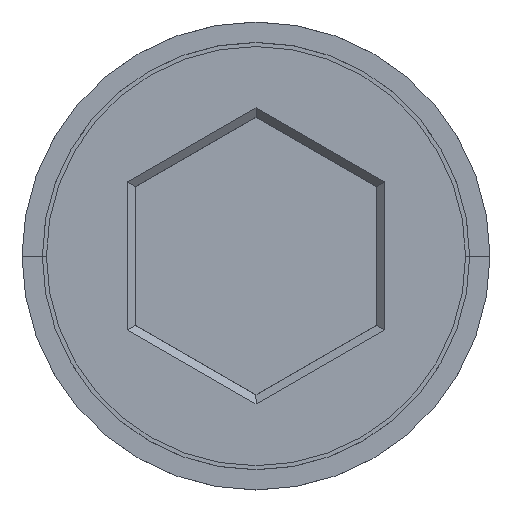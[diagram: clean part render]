
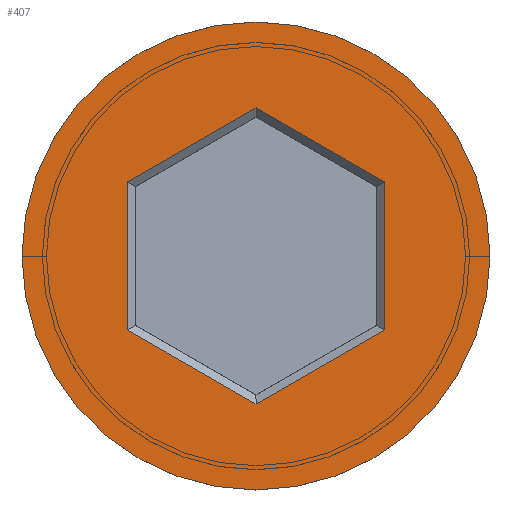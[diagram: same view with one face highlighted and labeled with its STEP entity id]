
A CAD part, top view. The second image highlights one B-rep face of the part: STEP entity #407.
In plain terms, the highlighted planar face has unit normal (0, 0, 1).
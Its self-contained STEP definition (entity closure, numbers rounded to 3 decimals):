
#24 = PLANE ( 'NONE',  #363 ) ;
#57 = LINE ( 'NONE', #786, #1287 ) ;
#130 = EDGE_CURVE ( 'NONE', #835, #511, #1532, .T. ) ;
#137 = VECTOR ( 'NONE', #803, 1000. ) ;
#150 = ORIENTED_EDGE ( 'NONE', *, *, #1440, .T. ) ;
#168 = CARTESIAN_POINT ( 'NONE',  ( 0., 0., 0. ) ) ;
#175 = FACE_OUTER_BOUND ( 'NONE', #548, .T. ) ;
#212 = VECTOR ( 'NONE', #684, 1000. ) ;
#224 = EDGE_CURVE ( 'NONE', #889, #835, #976, .T. ) ;
#238 = CIRCLE ( 'NONE', #888, 5.75 ) ;
#285 = VECTOR ( 'NONE', #690, 1000. ) ;
#302 = CARTESIAN_POINT ( 'NONE',  ( -3.15, 1.703, 0. ) ) ;
#307 = ORIENTED_EDGE ( 'NONE', *, *, #744, .T. ) ;
#316 = CARTESIAN_POINT ( 'NONE',  ( -0.1, 3.58, 0. ) ) ;
#363 = AXIS2_PLACEMENT_3D ( 'NONE', #168, #1024, #902 ) ;
#364 = ORIENTED_EDGE ( 'NONE', *, *, #1372, .T. ) ;
#407 = ADVANCED_FACE ( 'NONE', ( #1175, #175 ), #24, .T. ) ;
#422 = EDGE_CURVE ( 'NONE', #511, #782, #57, .T. ) ;
#444 = CARTESIAN_POINT ( 'NONE',  ( 3.15, -1.703, 0. ) ) ;
#451 = VECTOR ( 'NONE', #774, 1000. ) ;
#484 = CARTESIAN_POINT ( 'NONE',  ( -3.15, -1.819, 0. ) ) ;
#511 = VERTEX_POINT ( 'NONE', #1514 ) ;
#521 = ORIENTED_EDGE ( 'NONE', *, *, #130, .T. ) ;
#545 = DIRECTION ( 'NONE',  ( 0., 0., 1. ) ) ;
#548 = EDGE_LOOP ( 'NONE', ( #150, #307 ) ) ;
#571 = CARTESIAN_POINT ( 'NONE',  ( 3.05, 1.876, 0. ) ) ;
#595 = DIRECTION ( 'NONE',  ( 0.866, -0.5, 0. ) ) ;
#684 = DIRECTION ( 'NONE',  ( -0.866, 0.5, 0. ) ) ;
#690 = DIRECTION ( 'NONE',  ( 0., -1., 0. ) ) ;
#698 = ORIENTED_EDGE ( 'NONE', *, *, #1387, .T. ) ;
#737 = DIRECTION ( 'NONE',  ( 0., 0., 1. ) ) ;
#744 = EDGE_CURVE ( 'NONE', #1193, #921, #238, .T. ) ;
#752 = CARTESIAN_POINT ( 'NONE',  ( 0., -3.637, 0. ) ) ;
#774 = DIRECTION ( 'NONE',  ( 0., 1., 0. ) ) ;
#782 = VERTEX_POINT ( 'NONE', #752 ) ;
#784 = CARTESIAN_POINT ( 'NONE',  ( 5.75, 0., 0. ) ) ;
#786 = CARTESIAN_POINT ( 'NONE',  ( 0.1, -3.58, 0. ) ) ;
#794 = CARTESIAN_POINT ( 'NONE',  ( -3.15, 1.819, 0. ) ) ;
#803 = DIRECTION ( 'NONE',  ( 0.866, 0.5, 0. ) ) ;
#835 = VERTEX_POINT ( 'NONE', #1286 ) ;
#836 = EDGE_CURVE ( 'NONE', #1135, #1434, #1381, .T. ) ;
#874 = ORIENTED_EDGE ( 'NONE', *, *, #422, .T. ) ;
#888 = AXIS2_PLACEMENT_3D ( 'NONE', #992, #737, #1134 ) ;
#889 = VERTEX_POINT ( 'NONE', #1023 ) ;
#902 = DIRECTION ( 'NONE',  ( 1., 0., 0. ) ) ;
#920 = LINE ( 'NONE', #1278, #212 ) ;
#921 = VERTEX_POINT ( 'NONE', #784 ) ;
#962 = CIRCLE ( 'NONE', #1043, 5.75 ) ;
#976 = LINE ( 'NONE', #571, #1310 ) ;
#992 = CARTESIAN_POINT ( 'NONE',  ( 0., 0., 0. ) ) ;
#1023 = CARTESIAN_POINT ( 'NONE',  ( 0., 3.637, 0. ) ) ;
#1024 = DIRECTION ( 'NONE',  ( 0., 0., 1. ) ) ;
#1043 = AXIS2_PLACEMENT_3D ( 'NONE', #1155, #545, #1084 ) ;
#1084 = DIRECTION ( 'NONE',  ( 1., 0., 0. ) ) ;
#1134 = DIRECTION ( 'NONE',  ( 1., 0., 0. ) ) ;
#1135 = VERTEX_POINT ( 'NONE', #484 ) ;
#1155 = CARTESIAN_POINT ( 'NONE',  ( 0., 0., 0. ) ) ;
#1175 = FACE_BOUND ( 'NONE', #1375, .T. ) ;
#1193 = VERTEX_POINT ( 'NONE', #1585 ) ;
#1278 = CARTESIAN_POINT ( 'NONE',  ( -3.05, -1.876, 0. ) ) ;
#1286 = CARTESIAN_POINT ( 'NONE',  ( 3.15, 1.819, 0. ) ) ;
#1287 = VECTOR ( 'NONE', #1399, 1000. ) ;
#1310 = VECTOR ( 'NONE', #595, 1000. ) ;
#1356 = ORIENTED_EDGE ( 'NONE', *, *, #836, .T. ) ;
#1372 = EDGE_CURVE ( 'NONE', #1434, #889, #1420, .T. ) ;
#1375 = EDGE_LOOP ( 'NONE', ( #698, #1356, #364, #1578, #521, #874 ) ) ;
#1381 = LINE ( 'NONE', #302, #451 ) ;
#1387 = EDGE_CURVE ( 'NONE', #782, #1135, #920, .T. ) ;
#1399 = DIRECTION ( 'NONE',  ( -0.866, -0.5, 0. ) ) ;
#1420 = LINE ( 'NONE', #316, #137 ) ;
#1434 = VERTEX_POINT ( 'NONE', #794 ) ;
#1440 = EDGE_CURVE ( 'NONE', #921, #1193, #962, .T. ) ;
#1514 = CARTESIAN_POINT ( 'NONE',  ( 3.15, -1.819, 0. ) ) ;
#1532 = LINE ( 'NONE', #444, #285 ) ;
#1578 = ORIENTED_EDGE ( 'NONE', *, *, #224, .T. ) ;
#1585 = CARTESIAN_POINT ( 'NONE',  ( -5.75, 0., 0. ) ) ;
